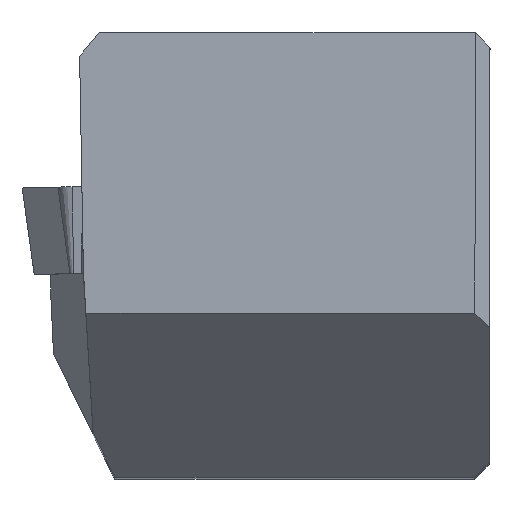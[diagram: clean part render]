
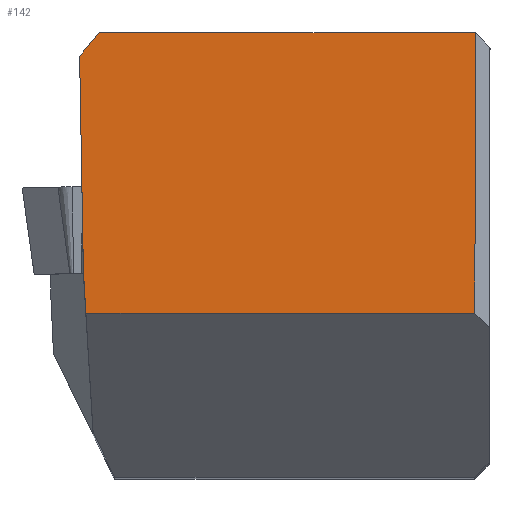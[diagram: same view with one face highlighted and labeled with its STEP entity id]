
A CAD part, top view. The second image highlights one B-rep face of the part: STEP entity #142.
In plain terms, the highlighted planar face has unit normal (0, 0, 1).
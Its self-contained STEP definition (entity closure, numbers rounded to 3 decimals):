
#142=ADVANCED_FACE('',(#222),#188,.F.);
#188=PLANE('',#976);
#222=FACE_OUTER_BOUND('',#258,.T.);
#258=EDGE_LOOP('',(#379,#380,#381,#382,#383,#384,#385));
#379=ORIENTED_EDGE('',*,*,#652,.T.);
#380=ORIENTED_EDGE('',*,*,#664,.T.);
#381=ORIENTED_EDGE('',*,*,#646,.F.);
#382=ORIENTED_EDGE('',*,*,#665,.F.);
#383=ORIENTED_EDGE('',*,*,#666,.T.);
#384=ORIENTED_EDGE('',*,*,#667,.T.);
#385=ORIENTED_EDGE('',*,*,#668,.T.);
#567=VERTEX_POINT('',#1338);
#568=VERTEX_POINT('',#1340);
#572=VERTEX_POINT('',#1350);
#574=VERTEX_POINT('',#1353);
#582=VERTEX_POINT('',#1377);
#583=VERTEX_POINT('',#1379);
#584=VERTEX_POINT('',#1381);
#646=EDGE_CURVE('',#567,#568,#751,.T.);
#652=EDGE_CURVE('',#574,#572,#757,.T.);
#664=EDGE_CURVE('',#572,#568,#769,.T.);
#665=EDGE_CURVE('',#582,#567,#770,.T.);
#666=EDGE_CURVE('',#582,#583,#771,.T.);
#667=EDGE_CURVE('',#583,#584,#772,.T.);
#668=EDGE_CURVE('',#584,#574,#773,.T.);
#751=LINE('',#1339,#837);
#757=LINE('',#1352,#843);
#769=LINE('',#1375,#855);
#770=LINE('',#1376,#856);
#771=LINE('',#1378,#857);
#772=LINE('',#1380,#858);
#773=LINE('',#1382,#859);
#837=VECTOR('',#1083,1.);
#843=VECTOR('',#1091,1.);
#855=VECTOR('',#1109,1.);
#856=VECTOR('',#1110,1.);
#857=VECTOR('',#1111,1.);
#858=VECTOR('',#1112,1.);
#859=VECTOR('',#1113,1.);
#976=AXIS2_PLACEMENT_3D('',#1383,#1114,#1115);
#1083=DIRECTION('',(-0.017,1.,0.));
#1091=DIRECTION('',(-1.,0.,0.));
#1109=DIRECTION('',(-0.644,-0.765,0.));
#1110=DIRECTION('',(-0.06,0.998,0.));
#1111=DIRECTION('',(1.,0.,0.));
#1112=DIRECTION('',(0.002,1.,0.));
#1113=DIRECTION('',(-0.706,0.708,0.));
#1114=DIRECTION('',(0.,0.,-1.));
#1115=DIRECTION('',(-1.,0.,0.));
#1338=CARTESIAN_POINT('',(-11.164,5.648,0.));
#1339=CARTESIAN_POINT('',(-11.062,-0.193,0.));
#1340=CARTESIAN_POINT('',(-11.267,11.555,0.));
#1350=CARTESIAN_POINT('',(-10.723,12.2,0.));
#1352=CARTESIAN_POINT('',(0.,12.2,0.));
#1353=CARTESIAN_POINT('',(-0.401,12.2,0.));
#1375=CARTESIAN_POINT('',(-12.282,10.351,0.));
#1376=CARTESIAN_POINT('',(-10.783,-0.652,0.));
#1377=CARTESIAN_POINT('',(-11.094,4.5,0.));
#1378=CARTESIAN_POINT('',(-0.427,4.5,0.));
#1379=CARTESIAN_POINT('',(-0.417,4.5,0.));
#1380=CARTESIAN_POINT('',(-0.4,12.201,0.));
#1381=CARTESIAN_POINT('',(-0.4,12.199,0.));
#1382=CARTESIAN_POINT('',(-0.001,11.799,0.));
#1383=CARTESIAN_POINT('',(0.,0.,0.));
